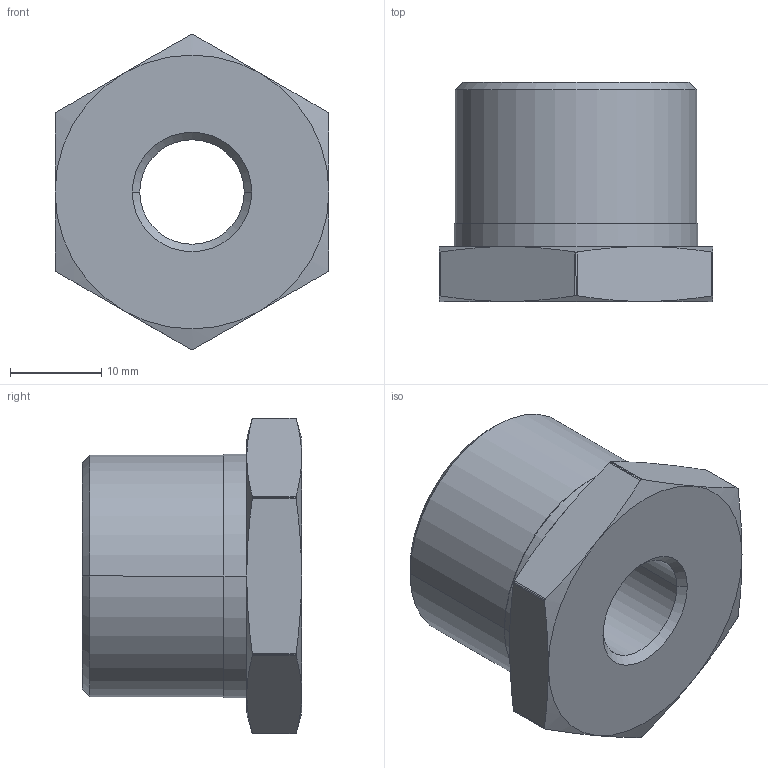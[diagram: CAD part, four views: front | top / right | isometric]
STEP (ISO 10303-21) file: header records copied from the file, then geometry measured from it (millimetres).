
FILE_DESCRIPTION (( 'STEP AP214' ), '1' );
FILE_NAME ('heco_RS-034-014-I.STEP', '2017-05-08T08:48:38', ( '' ), ( '' ), 'SwSTEP 2.0', 'SolidWorks 2016', '' );
FILE_SCHEMA (( 'AUTOMOTIVE_DESIGN' ));
Length unit declared in the file: millimetre
Products named in the file (1): heco_RS-034-014-I
Bounding box: 30 x 24 x 34.55 mm (x, y, z)
Volume: 11471.5 mm3; surface area: 4328 mm2
Topology: 1 solids, 1 shells, 238 faces, 610 edges, 400 vertices
Faces by surface type: plane 111, bspline 87, cylinder 20, cone 20
Entity records: 13881 total; most frequent: CARTESIAN_POINT 6760, ORIENTED_EDGE 1220, DIRECTION 728, EDGE_CURVE 610, VERTEX_POINT 400, LINE 352, VECTOR 352, EDGE_LOOP 266
